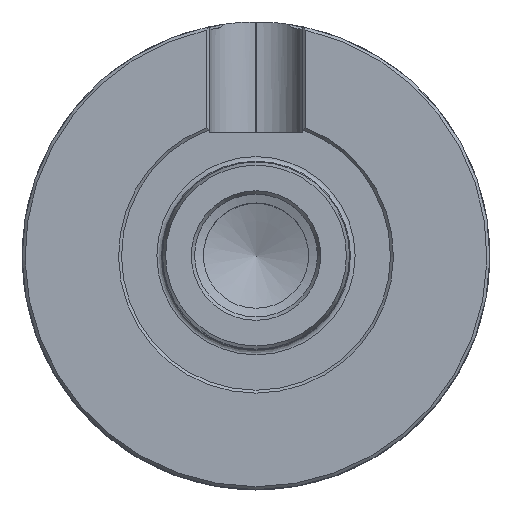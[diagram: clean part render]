
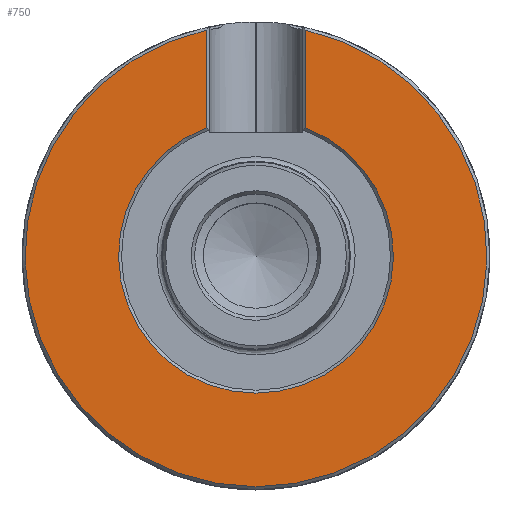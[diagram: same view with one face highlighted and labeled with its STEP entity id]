
A CAD part, top view. The second image highlights one B-rep face of the part: STEP entity #750.
In plain terms, the highlighted face is planar.
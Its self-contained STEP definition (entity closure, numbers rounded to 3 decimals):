
#502=PLANE('',#8133);
#750=ADVANCED_FACE('CU_VLE_LO_SU_1',(#1285),#502,.T.);
#1285=FACE_OUTER_BOUND('',#1688,.T.);
#1688=EDGE_LOOP('',(#3983,#3984,#3985,#3986));
#2507=LINE('',#16794,#3015);
#2508=LINE('',#16798,#3016);
#3015=VECTOR('',#9074,1.);
#3016=VECTOR('',#9077,1.);
#3983=ORIENTED_EDGE('',*,*,#6866,.F.);
#3984=ORIENTED_EDGE('',*,*,#6868,.T.);
#3985=ORIENTED_EDGE('',*,*,#6869,.T.);
#3986=ORIENTED_EDGE('',*,*,#6870,.T.);
#6109=VERTEX_POINT('',#16786);
#6110=VERTEX_POINT('',#16788);
#6111=VERTEX_POINT('',#16795);
#6112=VERTEX_POINT('',#16797);
#6866=EDGE_CURVE('',#6109,#6110,#7830,.T.);
#6868=EDGE_CURVE('',#6109,#6111,#2507,.T.);
#6869=EDGE_CURVE('',#6111,#6112,#7831,.T.);
#6870=EDGE_CURVE('',#6112,#6110,#2508,.T.);
#7830=CIRCLE('',#8130,23.5);
#7831=CIRCLE('',#8132,39.5);
#8130=AXIS2_PLACEMENT_3D('',#16787,#9070,#9071);
#8132=AXIS2_PLACEMENT_3D('',#16796,#9075,#9076);
#8133=AXIS2_PLACEMENT_3D('',#16799,#9078,#9079);
#9070=DIRECTION('',(0.,1.,0.));
#9071=DIRECTION('',(-1.,0.,0.));
#9074=DIRECTION('',(0.,0.,1.));
#9075=DIRECTION('',(0.,1.,0.));
#9076=DIRECTION('',(-1.,0.,0.));
#9077=DIRECTION('',(0.,0.,-1.));
#9078=DIRECTION('',(0.,1.,0.));
#9079=DIRECTION('',(-1.,0.,0.));
#16786=CARTESIAN_POINT('',(8.511,0.,21.905));
#16787=CARTESIAN_POINT('',(0.,0.,0.));
#16788=CARTESIAN_POINT('',(-8.511,0.,21.905));
#16794=CARTESIAN_POINT('',(8.511,0.,23.5));
#16795=CARTESIAN_POINT('',(8.511,0.,38.572));
#16796=CARTESIAN_POINT('',(0.,0.,0.));
#16797=CARTESIAN_POINT('',(-8.511,0.,38.572));
#16798=CARTESIAN_POINT('',(-8.511,0.,23.5));
#16799=CARTESIAN_POINT('',(0.,0.,23.5));
